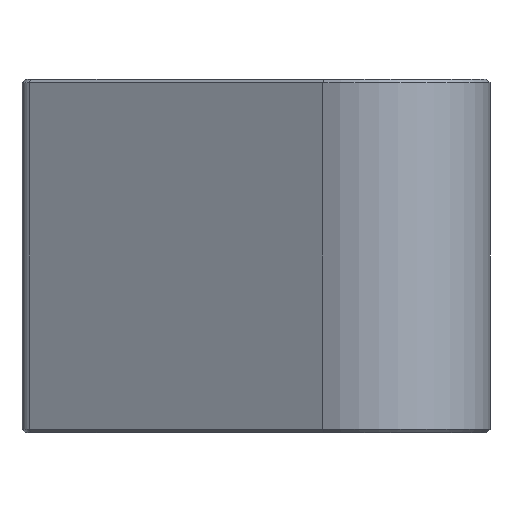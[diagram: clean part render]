
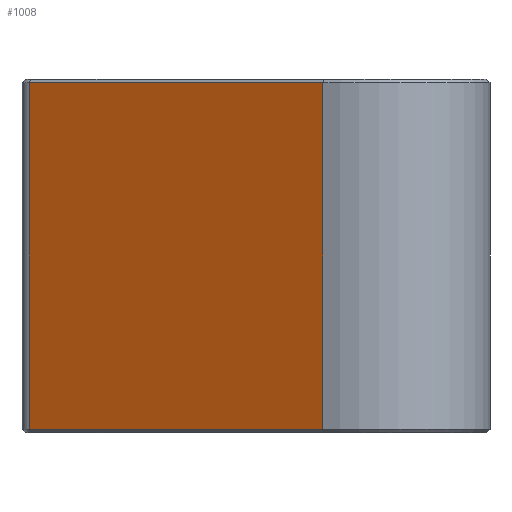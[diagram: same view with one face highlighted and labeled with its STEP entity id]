
A CAD part, front view. The second image highlights one B-rep face of the part: STEP entity #1008.
In plain terms, the highlighted planar face has unit normal (-0.5, -0.866, 0).
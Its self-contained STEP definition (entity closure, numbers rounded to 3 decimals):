
#68=FACE_OUTER_BOUND('',#132,.T.);
#132=EDGE_LOOP('',(#791,#792,#793,#794));
#227=LINE('',#1553,#345);
#270=LINE('',#1650,#388);
#271=LINE('',#1653,#389);
#272=LINE('',#1654,#390);
#345=VECTOR('',#1239,10.);
#388=VECTOR('',#1340,10.);
#389=VECTOR('',#1343,10.);
#390=VECTOR('',#1344,10.);
#461=VERTEX_POINT('',#1544);
#463=VERTEX_POINT('',#1550);
#489=VERTEX_POINT('',#1648);
#490=VERTEX_POINT('',#1652);
#553=EDGE_CURVE('',#461,#463,#227,.T.);
#605=EDGE_CURVE('',#463,#489,#270,.T.);
#606=EDGE_CURVE('',#489,#490,#271,.T.);
#607=EDGE_CURVE('',#461,#490,#272,.T.);
#791=ORIENTED_EDGE('',*,*,#553,.T.);
#792=ORIENTED_EDGE('',*,*,#605,.T.);
#793=ORIENTED_EDGE('',*,*,#606,.T.);
#794=ORIENTED_EDGE('',*,*,#607,.F.);
#955=PLANE('',#1111);
#1008=ADVANCED_FACE('',(#68),#955,.F.);
#1111=AXIS2_PLACEMENT_3D('',#1651,#1341,#1342);
#1239=DIRECTION('',(-0.866,0.5,0.));
#1340=DIRECTION('',(0.,0.,-1.));
#1341=DIRECTION('center_axis',(0.5,0.866,0.));
#1342=DIRECTION('ref_axis',(-0.866,0.5,0.));
#1343=DIRECTION('',(0.866,-0.5,0.));
#1344=DIRECTION('',(0.,0.,-1.));
#1544=CARTESIAN_POINT('',(-13.66,-3.66,49.5));
#1550=CARTESIAN_POINT('',(-55.229,20.34,49.5));
#1553=CARTESIAN_POINT('',(-11.495,-4.91,49.5));
#1648=CARTESIAN_POINT('',(-55.229,20.34,0.5));
#1650=CARTESIAN_POINT('',(-55.229,20.34,0.));
#1651=CARTESIAN_POINT('Origin',(-5.,-8.66,0.));
#1652=CARTESIAN_POINT('',(-13.66,-3.66,0.5));
#1653=CARTESIAN_POINT('',(-11.495,-4.91,0.5));
#1654=CARTESIAN_POINT('',(-13.66,-3.66,0.));
